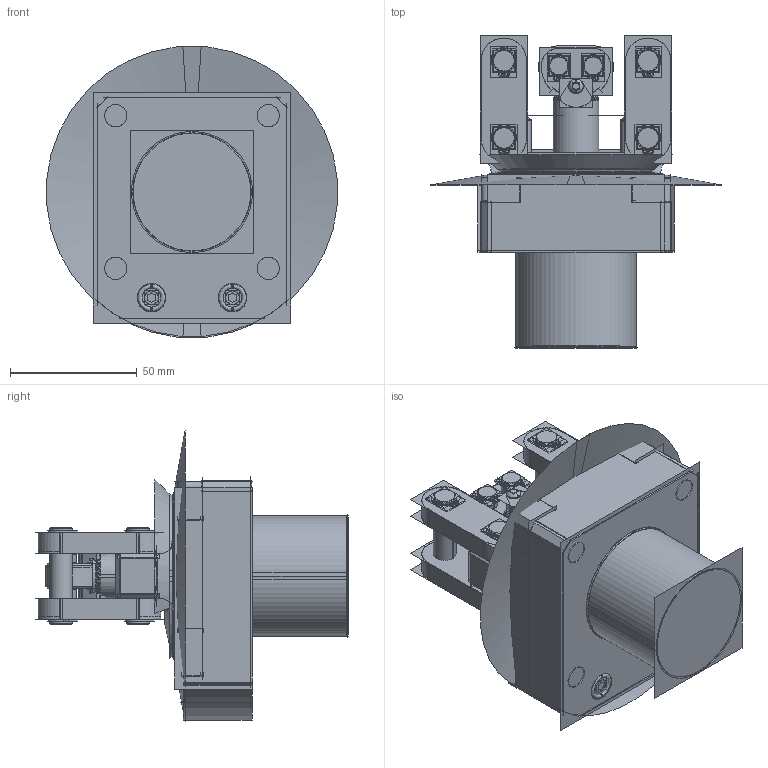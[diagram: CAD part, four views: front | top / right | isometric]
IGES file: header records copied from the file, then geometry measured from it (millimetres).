
Start section:  PTC IGES file: ilc16322220.igs
Global section: file name: ilc16322220.igs; native system: Creo Parametric by Parametric Technology Corporation; preprocessor: 2013320; author: athomsen; organization: Unknown; date: 20200709.143852; units: inch
Bounding box: 114.84 x 123.54 x 115.04 mm (x, y, z)
Surface area: 162989 mm2 (no closed solid volume)
Topology: 0 solids, 0 shells, 1246 faces, 15770 edges, 19377 vertices
Faces by surface type: revolution 792, bspline 454
